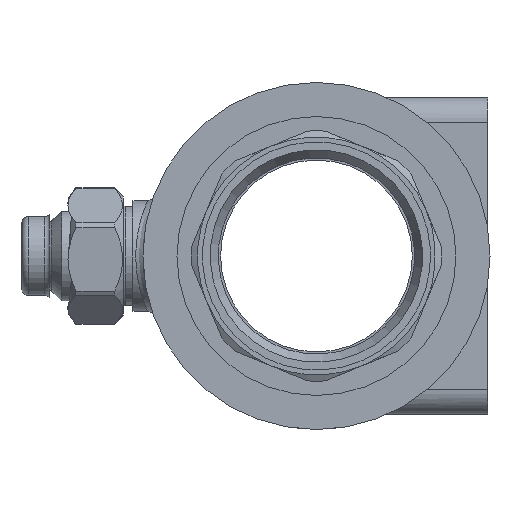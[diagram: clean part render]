
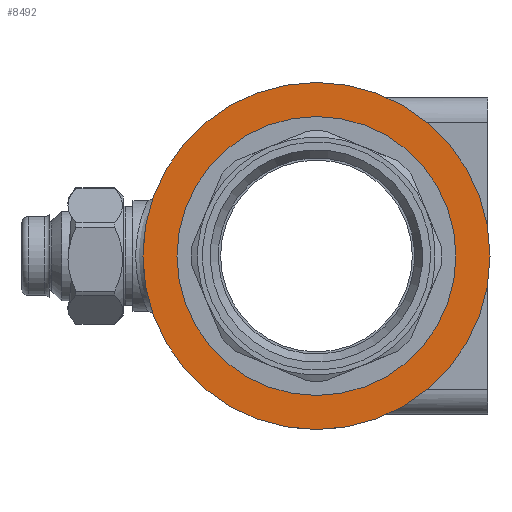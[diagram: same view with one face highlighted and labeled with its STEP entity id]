
A CAD part, left-side view. The second image highlights one B-rep face of the part: STEP entity #8492.
In plain terms, the highlighted planar face has unit normal (-1, 0, 0).
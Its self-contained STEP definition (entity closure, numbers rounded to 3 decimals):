
#1752=FACE_BOUND('',#2672,.T.);
#2187=FACE_OUTER_BOUND('',#2671,.T.);
#2671=EDGE_LOOP('',(#7452,#7453));
#2672=EDGE_LOOP('',(#7454,#7455));
#2982=CIRCLE('',#9066,54.75);
#2983=CIRCLE('',#9067,54.75);
#2986=CIRCLE('',#9071,44.);
#2987=CIRCLE('',#9072,44.);
#3801=VERTEX_POINT('',#63422);
#3802=VERTEX_POINT('',#63423);
#3805=VERTEX_POINT('',#63432);
#3806=VERTEX_POINT('',#63434);
#5001=EDGE_CURVE('',#3801,#3802,#2982,.T.);
#5002=EDGE_CURVE('',#3802,#3801,#2983,.T.);
#5007=EDGE_CURVE('',#3805,#3806,#2986,.T.);
#5008=EDGE_CURVE('',#3806,#3805,#2987,.T.);
#7452=ORIENTED_EDGE('',*,*,#5001,.T.);
#7453=ORIENTED_EDGE('',*,*,#5002,.T.);
#7454=ORIENTED_EDGE('',*,*,#5008,.F.);
#7455=ORIENTED_EDGE('',*,*,#5007,.F.);
#7616=PLANE('',#9105);
#8492=ADVANCED_FACE('',(#2187,#1752),#7616,.F.);
#9066=AXIS2_PLACEMENT_3D('',#63424,#10599,#10600);
#9067=AXIS2_PLACEMENT_3D('',#63425,#10601,#10602);
#9071=AXIS2_PLACEMENT_3D('',#63435,#10611,#10612);
#9072=AXIS2_PLACEMENT_3D('',#63436,#10613,#10614);
#9105=AXIS2_PLACEMENT_3D('',#63571,#10703,#10704);
#10599=DIRECTION('center_axis',(-1.,0.,0.));
#10600=DIRECTION('ref_axis',(0.,0.,1.));
#10601=DIRECTION('center_axis',(-1.,0.,0.));
#10602=DIRECTION('ref_axis',(0.,0.,1.));
#10611=DIRECTION('center_axis',(-1.,0.,0.));
#10612=DIRECTION('ref_axis',(0.,0.,1.));
#10613=DIRECTION('center_axis',(-1.,0.,0.));
#10614=DIRECTION('ref_axis',(0.,0.,1.));
#10703=DIRECTION('center_axis',(1.,0.,0.));
#10704=DIRECTION('ref_axis',(0.,0.,-1.));
#63422=CARTESIAN_POINT('',(-115.905,-2.014,164.25));
#63423=CARTESIAN_POINT('',(-115.905,-2.014,54.75));
#63424=CARTESIAN_POINT('Origin',(-115.905,-2.014,109.5));
#63425=CARTESIAN_POINT('Origin',(-115.905,-2.014,109.5));
#63432=CARTESIAN_POINT('',(-115.905,-2.014,65.5));
#63434=CARTESIAN_POINT('',(-115.905,-2.014,153.5));
#63435=CARTESIAN_POINT('Origin',(-115.905,-2.014,109.5));
#63436=CARTESIAN_POINT('Origin',(-115.905,-2.014,109.5));
#63571=CARTESIAN_POINT('Origin',(-115.905,41.986,109.5));
